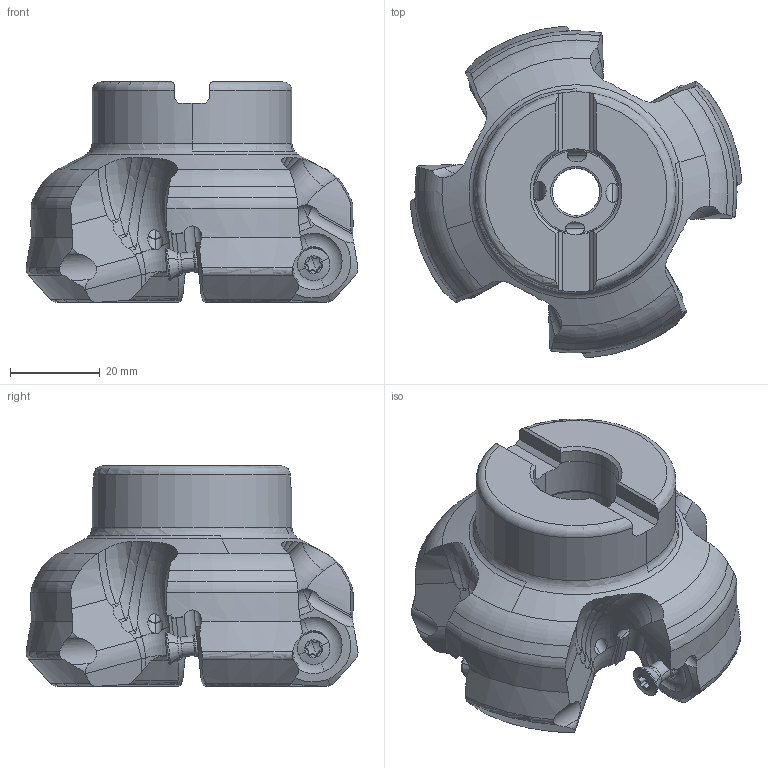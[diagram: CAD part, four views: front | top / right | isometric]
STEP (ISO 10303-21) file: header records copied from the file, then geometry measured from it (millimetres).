
FILE_DESCRIPTION((''),'2;1');
FILE_NAME('AHX640SUR2504AA_ASM','2021-08-20T13:11:18',('tlyw01'),('PTC Japan'),'CREO PARAMETRIC BY PTC INC, 2018500','CREO PARAMETRIC BY PTC INC, 2018500','');
FILE_SCHEMA(('AUTOMOTIVE_DESIGN { 1 0 10303 214 1 1 1 1 }'));
Length unit declared in the file: millimetre
Products named in the file (6): AHX640SUR2504AA_1; AHX640SUR2504AA_2; AHX640SUR2504AA_3; AHX640SUR2504AA_4; AHX640SUR2504AA_5; AHX640SUR2504AA_ASM
Assembly tree (5 placements, depth 2):
  AHX640SUR2504AA_ASM
    AHX640SUR2504AA_1
    AHX640SUR2504AA_2
    AHX640SUR2504AA_3
    AHX640SUR2504AA_4
    AHX640SUR2504AA_5
Bounding box: 73.82 x 73.82 x 49.01 mm (x, y, z)
Volume: 89749.6 mm3; surface area: 21062.7 mm2
Topology: 5 solids, 5 shells, 571 faces, 1696 edges, 1108 vertices
Faces by surface type: cylinder 228, plane 121, cone 102, torus 68, sphere 32, bspline 12, revolution 8
Entity records: 31672 total; most frequent: CARTESIAN_POINT 13334, ORIENTED_EDGE 3328, DIRECTION 2440, EDGE_CURVE 1664, VERTEX_POINT 1108, AXIS2_PLACEMENT_3D 1017, B_SPLINE_CURVE_WITH_KNOTS 823, EDGE_LOOP 586
